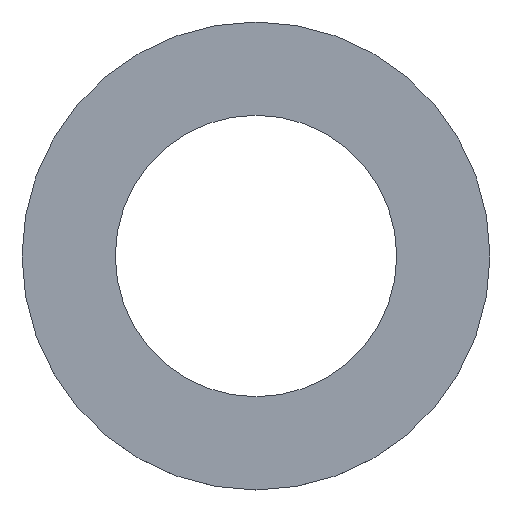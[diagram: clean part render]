
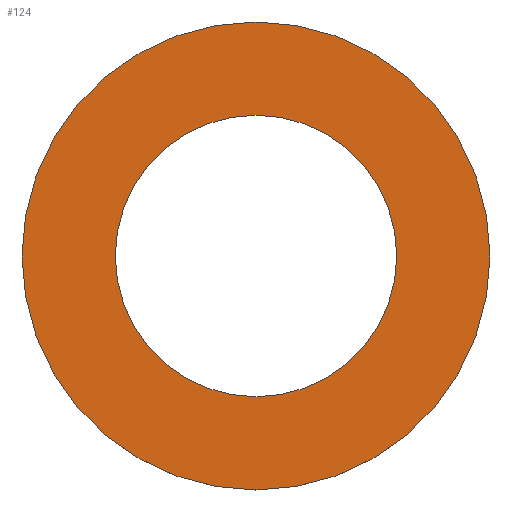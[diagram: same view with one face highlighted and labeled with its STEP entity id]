
A CAD part, top view. The second image highlights one B-rep face of the part: STEP entity #124.
In plain terms, the highlighted planar face has unit normal (0, 0, 1).
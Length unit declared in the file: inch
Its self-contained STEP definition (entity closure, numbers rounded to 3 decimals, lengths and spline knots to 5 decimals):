
#2 = DIRECTION ( 'NONE',  ( 0., 0., 1. ) ) ;
#7 = PLANE ( 'NONE',  #63 ) ;
#18 = CARTESIAN_POINT ( 'NONE',  ( 0., 0., 0.016 ) ) ;
#20 = CARTESIAN_POINT ( 'NONE',  ( 0., 0., 0.016 ) ) ;
#21 = VERTEX_POINT ( 'NONE', #215 ) ;
#29 = CIRCLE ( 'NONE', #149, 0.376 ) ;
#38 = VERTEX_POINT ( 'NONE', #175 ) ;
#42 = CARTESIAN_POINT ( 'NONE',  ( 0., 0., 0.016 ) ) ;
#47 = EDGE_CURVE ( 'NONE', #162, #21, #29, .T. ) ;
#54 = ORIENTED_EDGE ( 'NONE', *, *, #167, .T. ) ;
#59 = CIRCLE ( 'NONE', #237, 0.625 ) ;
#63 = AXIS2_PLACEMENT_3D ( 'NONE', #137, #156, #184 ) ;
#69 = CARTESIAN_POINT ( 'NONE',  ( 0., 0., 0.016 ) ) ;
#82 = EDGE_CURVE ( 'NONE', #21, #162, #134, .T. ) ;
#88 = DIRECTION ( 'NONE',  ( 1., 0., 0. ) ) ;
#89 = DIRECTION ( 'NONE',  ( 1., 0., 0. ) ) ;
#98 = EDGE_CURVE ( 'NONE', #169, #38, #59, .T. ) ;
#112 = CARTESIAN_POINT ( 'NONE',  ( -0.376, 0., 0.016 ) ) ;
#116 = DIRECTION ( 'NONE',  ( 1., 0., 0. ) ) ;
#124 = ADVANCED_FACE ( 'NONE', ( #129, #209 ), #7, .T. ) ;
#129 = FACE_OUTER_BOUND ( 'NONE', #239, .T. ) ;
#134 = CIRCLE ( 'NONE', #207, 0.376 ) ;
#137 = CARTESIAN_POINT ( 'NONE',  ( 0., 0., 0.016 ) ) ;
#149 = AXIS2_PLACEMENT_3D ( 'NONE', #69, #2, #88 ) ;
#156 = DIRECTION ( 'NONE',  ( 0., 0., 1. ) ) ;
#157 = CARTESIAN_POINT ( 'NONE',  ( 0.625, 0., 0.016 ) ) ;
#159 = DIRECTION ( 'NONE',  ( 0., 0., 1. ) ) ;
#162 = VERTEX_POINT ( 'NONE', #112 ) ;
#167 = EDGE_CURVE ( 'NONE', #38, #169, #208, .T. ) ;
#169 = VERTEX_POINT ( 'NONE', #157 ) ;
#170 = AXIS2_PLACEMENT_3D ( 'NONE', #42, #159, #116 ) ;
#175 = CARTESIAN_POINT ( 'NONE',  ( -0.625, 0., 0.016 ) ) ;
#177 = DIRECTION ( 'NONE',  ( 0., 0., 1. ) ) ;
#184 = DIRECTION ( 'NONE',  ( 1., 0., 0. ) ) ;
#192 = ORIENTED_EDGE ( 'NONE', *, *, #47, .F. ) ;
#197 = DIRECTION ( 'NONE',  ( 1., 0., 0. ) ) ;
#207 = AXIS2_PLACEMENT_3D ( 'NONE', #18, #211, #89 ) ;
#208 = CIRCLE ( 'NONE', #170, 0.625 ) ;
#209 = FACE_BOUND ( 'NONE', #242, .T. ) ;
#211 = DIRECTION ( 'NONE',  ( 0., 0., 1. ) ) ;
#215 = CARTESIAN_POINT ( 'NONE',  ( 0.376, 0., 0.016 ) ) ;
#222 = ORIENTED_EDGE ( 'NONE', *, *, #82, .F. ) ;
#229 = ORIENTED_EDGE ( 'NONE', *, *, #98, .T. ) ;
#237 = AXIS2_PLACEMENT_3D ( 'NONE', #20, #177, #197 ) ;
#239 = EDGE_LOOP ( 'NONE', ( #229, #54 ) ) ;
#242 = EDGE_LOOP ( 'NONE', ( #222, #192 ) ) ;
